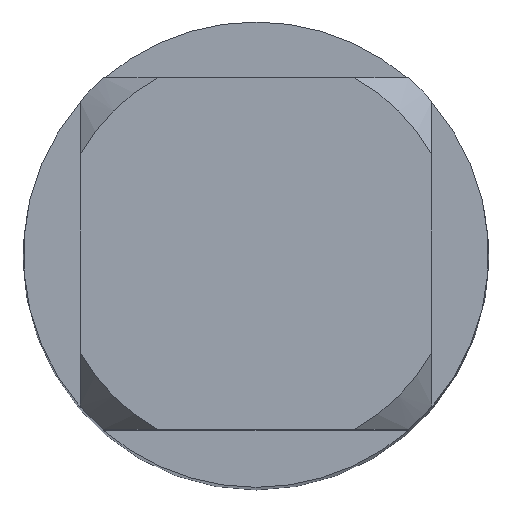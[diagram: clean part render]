
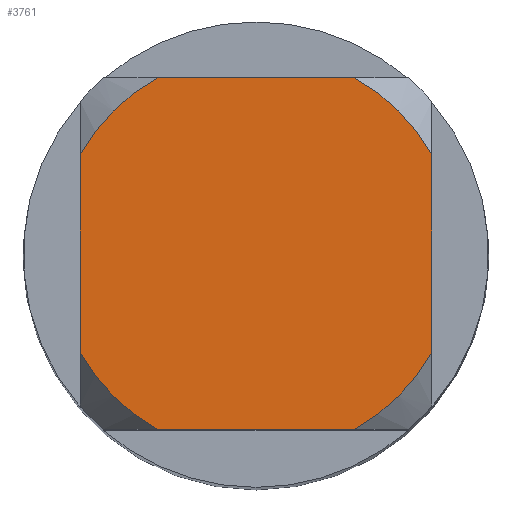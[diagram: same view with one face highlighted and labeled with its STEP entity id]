
A CAD part, top view. The second image highlights one B-rep face of the part: STEP entity #3761.
In plain terms, the highlighted planar face has unit normal (0, 0, 1).
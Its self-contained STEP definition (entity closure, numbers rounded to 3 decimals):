
#3761=ADVANCED_FACE('',(#10824),#10825,.T.);
#4403=EDGE_CURVE('',#4961,#7641,#11532,.T.);
#4839=EDGE_CURVE('',#6779,#5647,#11999,.T.);
#4845=VERTEX_POINT('',#12005);
#4961=VERTEX_POINT('',#12128);
#5647=VERTEX_POINT('',#12875);
#5903=EDGE_CURVE('',#8439,#8353,#13156,.T.);
#6279=EDGE_CURVE('',#8439,#7589,#13564,.T.);
#6779=VERTEX_POINT('',#14106);
#6855=EDGE_CURVE('',#4961,#7589,#14188,.T.);
#7097=EDGE_CURVE('',#4845,#7641,#14445,.T.);
#7589=VERTEX_POINT('',#14986);
#7641=VERTEX_POINT('',#15043);
#8353=VERTEX_POINT('',#15814);
#8439=VERTEX_POINT('',#15909);
#9449=EDGE_CURVE('',#6779,#8353,#17015,.T.);
#9933=EDGE_CURVE('',#4845,#5647,#17539,.T.);
#10824=FACE_OUTER_BOUND('',#18684,.T.);
#10825=PLANE('',#18685);
#11532=LINE('',#19904,#19905);
#11999=CIRCLE('',#20734,1.95);
#12005=CARTESIAN_POINT('',(1.7,-0.955,0.0));
#12128=CARTESIAN_POINT('',(-0.955,-1.7,0.0));
#12875=CARTESIAN_POINT('',(1.7,0.955,0.0));
#13156=CIRCLE('',#22644,1.95);
#13564=LINE('',#23323,#23324);
#14106=CARTESIAN_POINT('',(0.955,1.7,0.0));
#14188=CIRCLE('',#24508,1.95);
#14445=CIRCLE('',#24984,1.95);
#14986=CARTESIAN_POINT('',(-1.7,-0.955,0.0));
#15043=CARTESIAN_POINT('',(0.955,-1.7,0.0));
#15814=CARTESIAN_POINT('',(-0.955,1.7,0.0));
#15909=CARTESIAN_POINT('',(-1.7,0.955,0.0));
#17015=LINE('',#29533,#29534);
#17539=LINE('',#30470,#30471);
#18684=EDGE_LOOP('',(#31981,#31982,#31983,#31984,#31985,#31986,#31987,#31988));
#18685=AXIS2_PLACEMENT_3D('',#31989,#31990,#31991);
#19904=CARTESIAN_POINT('',(0.0,-1.7,0.0));
#19905=VECTOR('',#33007,1.0);
#20734=AXIS2_PLACEMENT_3D('',#33686,#33687,#33688);
#22644=AXIS2_PLACEMENT_3D('',#34905,#34906,#34907);
#23323=CARTESIAN_POINT('',(-1.7,0.488,0.0));
#23324=VECTOR('',#35310,1.0);
#24508=AXIS2_PLACEMENT_3D('',#35928,#35929,#35930);
#24984=AXIS2_PLACEMENT_3D('',#36144,#36145,#36146);
#29533=CARTESIAN_POINT('',(0.0,1.7,0.0));
#29534=VECTOR('',#39155,1.0);
#30470=CARTESIAN_POINT('',(1.7,0.488,0.0));
#30471=VECTOR('',#39705,1.0);
#31981=ORIENTED_EDGE('',*,*,#6279,.T.);
#31982=ORIENTED_EDGE('',*,*,#6855,.F.);
#31983=ORIENTED_EDGE('',*,*,#4403,.T.);
#31984=ORIENTED_EDGE('',*,*,#7097,.F.);
#31985=ORIENTED_EDGE('',*,*,#9933,.T.);
#31986=ORIENTED_EDGE('',*,*,#4839,.F.);
#31987=ORIENTED_EDGE('',*,*,#9449,.T.);
#31988=ORIENTED_EDGE('',*,*,#5903,.F.);
#31989=CARTESIAN_POINT('',(0.0,0.975,0.0));
#31990=DIRECTION('',(-0.0,0.0,1.0));
#31991=DIRECTION('',(0.0,-1.0,0.0));
#33007=DIRECTION('',(1.0,0.0,0.0));
#33686=CARTESIAN_POINT('',(0.0,0.0,0.0));
#33687=DIRECTION('',(0.0,0.0,-1.0));
#33688=DIRECTION('',(0.0,1.0,0.0));
#34905=CARTESIAN_POINT('',(0.0,0.0,0.0));
#34906=DIRECTION('',(0.0,0.0,-1.0));
#34907=DIRECTION('',(0.0,1.0,0.0));
#35310=DIRECTION('',(-0.0,-1.0,0.0));
#35928=CARTESIAN_POINT('',(0.0,0.0,0.0));
#35929=DIRECTION('',(0.0,0.0,-1.0));
#35930=DIRECTION('',(0.0,1.0,0.0));
#36144=CARTESIAN_POINT('',(0.0,0.0,0.0));
#36145=DIRECTION('',(0.0,0.0,-1.0));
#36146=DIRECTION('',(0.0,1.0,0.0));
#39155=DIRECTION('',(-1.0,0.0,0.0));
#39705=DIRECTION('',(-0.0,1.0,0.0));
